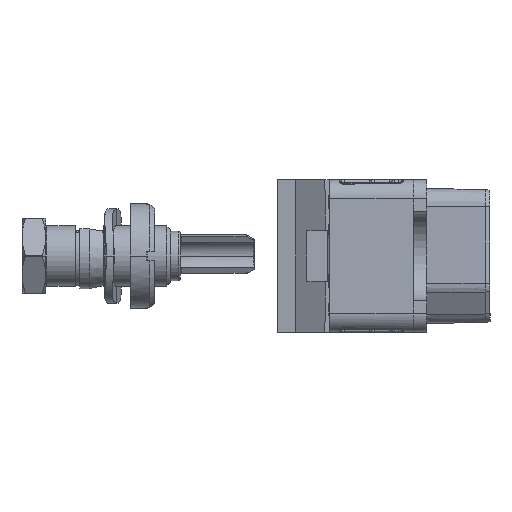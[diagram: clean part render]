
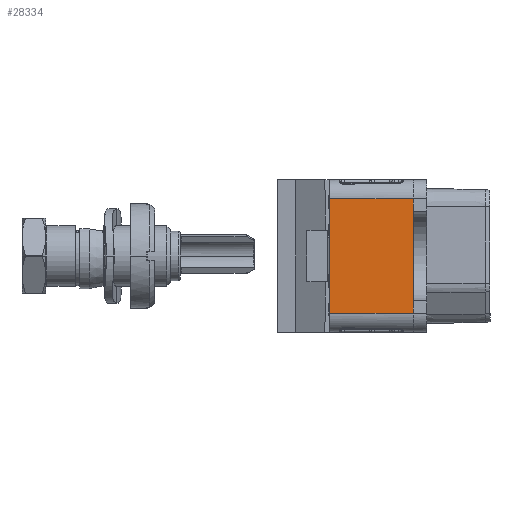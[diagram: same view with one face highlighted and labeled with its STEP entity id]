
A CAD part, left-side view. The second image highlights one B-rep face of the part: STEP entity #28334.
In plain terms, the highlighted planar face has unit normal (-1, 0.018, 0).
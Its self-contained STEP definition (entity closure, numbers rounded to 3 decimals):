
#1934=DIRECTION('',(0.,0.,-1.));
#1935=VECTOR('',#1934,12.1);
#1936=CARTESIAN_POINT('',(-39.821,10.25,6.05));
#1937=LINE('',#1936,#1935);
#4613=CARTESIAN_POINT('',(-39.821,10.25,-6.05));
#4615=DIRECTION('',(0.017,1.,0.));
#4616=VECTOR('',#4615,8.851);
#4617=CARTESIAN_POINT('',(-39.976,1.4,-6.05));
#4618=LINE('',#4617,#4616);
#4688=DIRECTION('',(0.,0.,1.));
#4689=VECTOR('',#4688,9.427);
#4690=CARTESIAN_POINT('',(-39.976,1.4,-4.713));
#4691=LINE('',#4690,#4689);
#6247=DIRECTION('',(0.,0.,-1.));
#6248=VECTOR('',#6247,1.337);
#6249=CARTESIAN_POINT('',(-39.976,1.4,-4.713));
#6250=LINE('',#6249,#6248);
#6255=DIRECTION('',(0.,0.,-1.));
#6256=VECTOR('',#6255,1.337);
#6257=CARTESIAN_POINT('',(-39.976,1.4,6.05));
#6258=LINE('',#6257,#6256);
#6311=DIRECTION('',(-0.017,-1.,0.));
#6312=VECTOR('',#6311,8.851);
#6313=CARTESIAN_POINT('',(-39.821,10.25,6.05));
#6314=LINE('',#6313,#6312);
#19661=CARTESIAN_POINT('',(-39.976,1.4,-4.713));
#19662=VERTEX_POINT('',#19661);
#19663=CARTESIAN_POINT('',(-39.976,1.4,4.713));
#19664=VERTEX_POINT('',#19663);
#20752=CARTESIAN_POINT('',(-39.821,10.25,6.05));
#20753=CARTESIAN_POINT('',(-39.976,1.4,6.05));
#20754=VERTEX_POINT('',#20752);
#20755=VERTEX_POINT('',#20753);
#20758=VERTEX_POINT('',#4613);
#20759=CARTESIAN_POINT('',(-39.976,1.4,-6.05));
#20760=VERTEX_POINT('',#20759);
#28317=CARTESIAN_POINT('',(-40.,0.,10.041));
#28318=DIRECTION('',(-1.,0.017,0.));
#28319=DIRECTION('',(0.,0.,-1.));
#28320=AXIS2_PLACEMENT_3D('',#28317,#28318,#28319);
#28321=PLANE('',#28320);
#28323=ORIENTED_EDGE('',*,*,#28322,.F.);
#28325=ORIENTED_EDGE('',*,*,#28324,.T.);
#28326=ORIENTED_EDGE('',*,*,#28301,.T.);
#28327=ORIENTED_EDGE('',*,*,#23164,.F.);
#28329=ORIENTED_EDGE('',*,*,#28328,.T.);
#28331=ORIENTED_EDGE('',*,*,#28330,.T.);
#28332=EDGE_LOOP('',(#28323,#28325,#28326,#28327,#28329,#28331));
#28333=FACE_OUTER_BOUND('',#28332,.F.);
#28334=ADVANCED_FACE('',(#28333),#28321,.T.);
#23164=EDGE_CURVE('',#20754,#20758,#1937,.T.);
#28301=EDGE_CURVE('',#20760,#20758,#4618,.T.);
#28322=EDGE_CURVE('',#19662,#19664,#4691,.T.);
#28324=EDGE_CURVE('',#19662,#20760,#6250,.T.);
#28328=EDGE_CURVE('',#20754,#20755,#6314,.T.);
#28330=EDGE_CURVE('',#20755,#19664,#6258,.T.);
